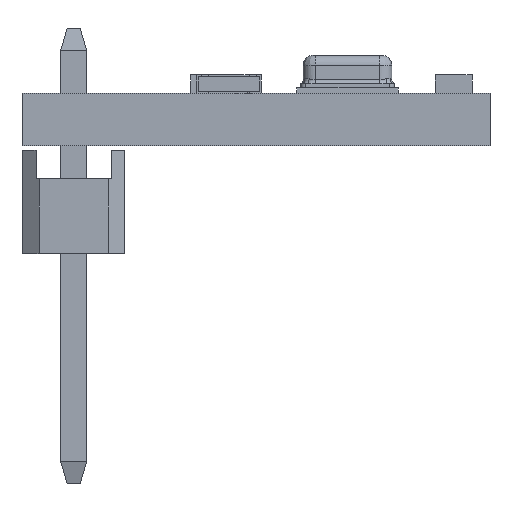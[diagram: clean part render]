
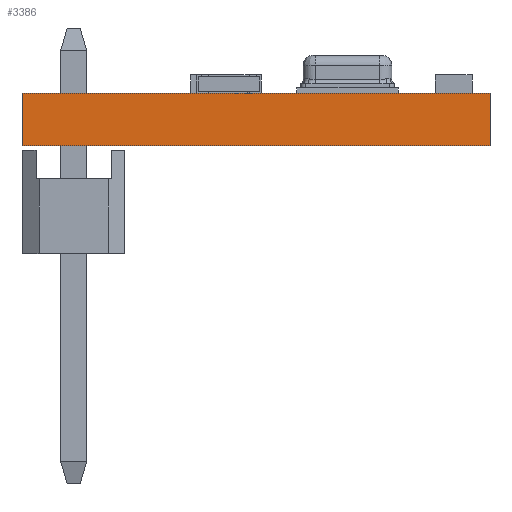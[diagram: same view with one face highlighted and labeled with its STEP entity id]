
A CAD part, front view. The second image highlights one B-rep face of the part: STEP entity #3386.
In plain terms, the highlighted planar face has unit normal (0, -1, 0).
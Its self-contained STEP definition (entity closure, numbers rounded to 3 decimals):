
#240 = DIRECTION ( 'NONE',  ( 0., 0., -1. ) ) ;
#1140 = CARTESIAN_POINT ( 'NONE',  ( 11.5, 0., 1.291 ) ) ;
#1254 = LINE ( 'NONE', #1140, #14227 ) ;
#2328 = ORIENTED_EDGE ( 'NONE', *, *, #5642, .T. ) ;
#2458 = CARTESIAN_POINT ( 'NONE',  ( 0., 0., 0. ) ) ;
#2816 = ORIENTED_EDGE ( 'NONE', *, *, #13078, .T. ) ;
#3386 = ADVANCED_FACE ( 'NONE', ( #19868 ), #7938, .T. ) ;
#4949 = VERTEX_POINT ( 'NONE', #14678 ) ;
#5623 = VERTEX_POINT ( 'NONE', #2458 ) ;
#5642 = EDGE_CURVE ( 'NONE', #5623, #4949, #9375, .T. ) ;
#5706 = LINE ( 'NONE', #7161, #18790 ) ;
#5980 = ORIENTED_EDGE ( 'NONE', *, *, #14621, .F. ) ;
#6281 = VECTOR ( 'NONE', #11310, 1000. ) ;
#7097 = CARTESIAN_POINT ( 'NONE',  ( 0., 0., 0. ) ) ;
#7161 = CARTESIAN_POINT ( 'NONE',  ( 11.5, 0., 0. ) ) ;
#7938 = PLANE ( 'NONE',  #9449 ) ;
#8050 = DIRECTION ( 'NONE',  ( -1., 0., 0. ) ) ;
#8746 = CARTESIAN_POINT ( 'NONE',  ( 11.5, 0., 0. ) ) ;
#9375 = LINE ( 'NONE', #17827, #6281 ) ;
#9449 = AXIS2_PLACEMENT_3D ( 'NONE', #8746, #15596, #240 ) ;
#10649 = DIRECTION ( 'NONE',  ( 0., 0., -1. ) ) ;
#10692 = LINE ( 'NONE', #7097, #21424 ) ;
#11310 = DIRECTION ( 'NONE',  ( 1., 0., 0. ) ) ;
#11334 = VERTEX_POINT ( 'NONE', #15903 ) ;
#12009 = EDGE_LOOP ( 'NONE', ( #5980, #2328, #15094, #2816 ) ) ;
#13078 = EDGE_CURVE ( 'NONE', #20948, #11334, #1254, .T. ) ;
#14227 = VECTOR ( 'NONE', #8050, 1000. ) ;
#14621 = EDGE_CURVE ( 'NONE', #5623, #11334, #10692, .T. ) ;
#14678 = CARTESIAN_POINT ( 'NONE',  ( 11.5, 0., 0. ) ) ;
#15094 = ORIENTED_EDGE ( 'NONE', *, *, #19967, .F. ) ;
#15596 = DIRECTION ( 'NONE',  ( 0., -1., 0. ) ) ;
#15903 = CARTESIAN_POINT ( 'NONE',  ( 0., 0., 1.291 ) ) ;
#16604 = CARTESIAN_POINT ( 'NONE',  ( 11.5, 0., 1.291 ) ) ;
#17638 = DIRECTION ( 'NONE',  ( 0., 0., 1. ) ) ;
#17827 = CARTESIAN_POINT ( 'NONE',  ( 0., 0., 0. ) ) ;
#18790 = VECTOR ( 'NONE', #10649, 1000. ) ;
#19868 = FACE_OUTER_BOUND ( 'NONE', #12009, .T. ) ;
#19967 = EDGE_CURVE ( 'NONE', #20948, #4949, #5706, .T. ) ;
#20948 = VERTEX_POINT ( 'NONE', #16604 ) ;
#21424 = VECTOR ( 'NONE', #17638, 1000. ) ;
